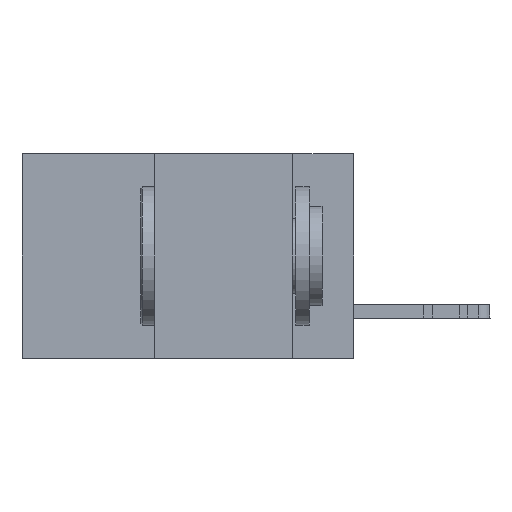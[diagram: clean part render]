
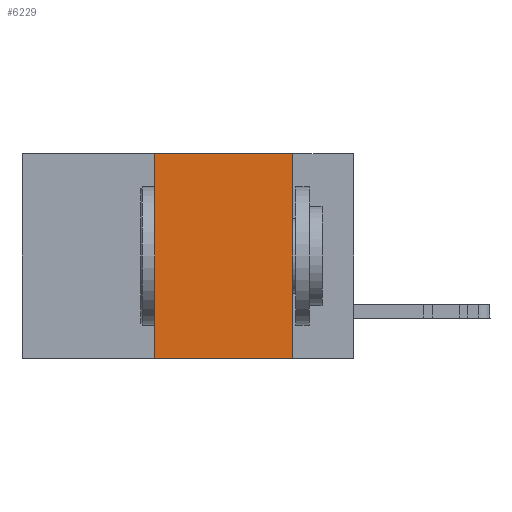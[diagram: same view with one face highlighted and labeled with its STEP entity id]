
A CAD part, left-side view. The second image highlights one B-rep face of the part: STEP entity #6229.
In plain terms, the highlighted planar face has unit normal (-1, 0, 0).
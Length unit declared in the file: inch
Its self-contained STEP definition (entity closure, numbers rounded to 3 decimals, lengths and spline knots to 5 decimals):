
#1128 = EDGE_CURVE ( 'NONE', #9572, #43046, #9369, .T. ) ;
#1684 = ORIENTED_EDGE ( 'NONE', *, *, #16172, .F. ) ;
#2398 = DIRECTION ( 'NONE',  ( 1., 0., 0. ) ) ;
#2842 = CARTESIAN_POINT ( 'NONE',  ( 0., 0.6, 0. ) ) ;
#5825 = VERTEX_POINT ( 'NONE', #22085 ) ;
#6229 = ADVANCED_FACE ( 'NONE', ( #34332 ), #30679, .F. ) ;
#6338 = DIRECTION ( 'NONE',  ( 0., 0., -1. ) ) ;
#6495 = VECTOR ( 'NONE', #9358, 39.37008 ) ;
#8882 = DIRECTION ( 'NONE',  ( 0., 0., -1. ) ) ;
#9358 = DIRECTION ( 'NONE',  ( 0., 0., 1. ) ) ;
#9369 = LINE ( 'NONE', #35346, #36171 ) ;
#9572 = VERTEX_POINT ( 'NONE', #34513 ) ;
#10855 = LINE ( 'NONE', #33822, #6495 ) ;
#12700 = CARTESIAN_POINT ( 'NONE',  ( 0., 0.11, 0. ) ) ;
#14610 = VECTOR ( 'NONE', #33047, 39.37008 ) ;
#15600 = CARTESIAN_POINT ( 'NONE',  ( 0., 0.6, -0.37 ) ) ;
#16172 = EDGE_CURVE ( 'NONE', #43046, #39050, #39801, .T. ) ;
#17729 = AXIS2_PLACEMENT_3D ( 'NONE', #2842, #2398, #6338 ) ;
#17816 = ORIENTED_EDGE ( 'NONE', *, *, #44444, .F. ) ;
#22085 = CARTESIAN_POINT ( 'NONE',  ( 0., 0.36, -0.37 ) ) ;
#22894 = LINE ( 'NONE', #15600, #14610 ) ;
#24541 = ORIENTED_EDGE ( 'NONE', *, *, #33279, .T. ) ;
#25416 = EDGE_LOOP ( 'NONE', ( #1684, #30859, #17816, #24541 ) ) ;
#28035 = CARTESIAN_POINT ( 'NONE',  ( 0., 0.11, -0.37 ) ) ;
#30153 = CARTESIAN_POINT ( 'NONE',  ( 0., 0.11, 0. ) ) ;
#30679 = PLANE ( 'NONE',  #17729 ) ;
#30859 = ORIENTED_EDGE ( 'NONE', *, *, #1128, .F. ) ;
#33047 = DIRECTION ( 'NONE',  ( 0., -1., 0. ) ) ;
#33279 = EDGE_CURVE ( 'NONE', #5825, #39050, #22894, .T. ) ;
#33789 = VECTOR ( 'NONE', #8882, 39.37008 ) ;
#33822 = CARTESIAN_POINT ( 'NONE',  ( 0., 0.36, 0. ) ) ;
#34332 = FACE_OUTER_BOUND ( 'NONE', #25416, .T. ) ;
#34513 = CARTESIAN_POINT ( 'NONE',  ( 0., 0.36, 0. ) ) ;
#35346 = CARTESIAN_POINT ( 'NONE',  ( 0., 0.6, 0. ) ) ;
#35484 = DIRECTION ( 'NONE',  ( 0., -1., 0. ) ) ;
#36171 = VECTOR ( 'NONE', #35484, 39.37008 ) ;
#39050 = VERTEX_POINT ( 'NONE', #28035 ) ;
#39801 = LINE ( 'NONE', #30153, #33789 ) ;
#43046 = VERTEX_POINT ( 'NONE', #12700 ) ;
#44444 = EDGE_CURVE ( 'NONE', #5825, #9572, #10855, .T. ) ;
